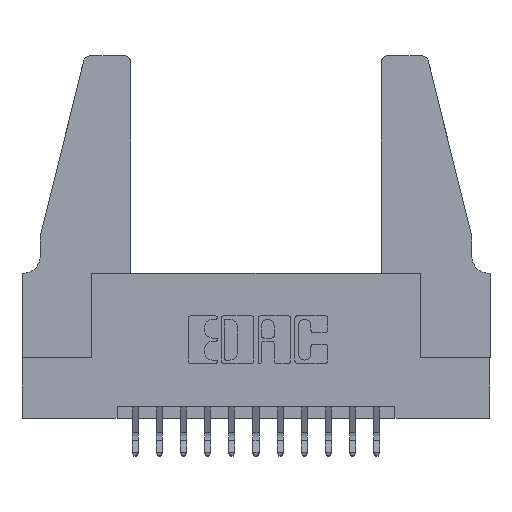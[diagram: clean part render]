
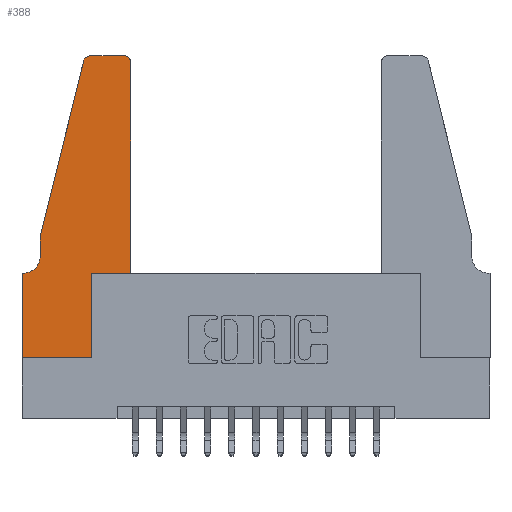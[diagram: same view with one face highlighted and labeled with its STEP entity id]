
A CAD part, top view. The second image highlights one B-rep face of the part: STEP entity #388.
In plain terms, the highlighted planar face has unit normal (0, 0, 1).
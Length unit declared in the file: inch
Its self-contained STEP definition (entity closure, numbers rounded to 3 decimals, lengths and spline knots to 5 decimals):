
#91 = FACE_OUTER_BOUND ( 'NONE', #4148, .T. ) ;
#126 = CARTESIAN_POINT ( 'NONE',  ( 0.284, 1.25, 0.37 ) ) ;
#217 = DIRECTION ( 'NONE',  ( -1., 0., 0. ) ) ;
#368 = VERTEX_POINT ( 'NONE', #4166 ) ;
#388 = ADVANCED_FACE ( 'NONE', ( #91 ), #13759, .T. ) ;
#706 = CARTESIAN_POINT ( 'NONE',  ( 0., 0.35, 0.37 ) ) ;
#749 = CIRCLE ( 'NONE', #4990, 0.07 ) ;
#876 = EDGE_CURVE ( 'NONE', #1475, #8966, #4654, .T. ) ;
#997 = VECTOR ( 'NONE', #3935, 39.37008 ) ;
#1332 = VECTOR ( 'NONE', #10605, 39.37008 ) ;
#1475 = VERTEX_POINT ( 'NONE', #8370 ) ;
#1564 = VECTOR ( 'NONE', #3816, 39.37008 ) ;
#1679 = EDGE_CURVE ( 'NONE', #4775, #10916, #10526, .T. ) ;
#1726 = LINE ( 'NONE', #7318, #1564 ) ;
#1958 = DIRECTION ( 'NONE',  ( 1., 0., 0. ) ) ;
#1961 = AXIS2_PLACEMENT_3D ( 'NONE', #14849, #1982, #8890 ) ;
#1982 = DIRECTION ( 'NONE',  ( 0., 0., 1. ) ) ;
#2180 = ORIENTED_EDGE ( 'NONE', *, *, #11231, .T. ) ;
#2465 = DIRECTION ( 'NONE',  ( 0., -1., 0. ) ) ;
#2554 = AXIS2_PLACEMENT_3D ( 'NONE', #706, #10127, #3240 ) ;
#2638 = EDGE_CURVE ( 'NONE', #10916, #368, #4997, .T. ) ;
#2679 = VECTOR ( 'NONE', #6994, 39.37008 ) ;
#3240 = DIRECTION ( 'NONE',  ( 1., 0., 0. ) ) ;
#3425 = CARTESIAN_POINT ( 'NONE',  ( 0., 0.35, 0.37 ) ) ;
#3429 = ORIENTED_EDGE ( 'NONE', *, *, #1679, .T. ) ;
#3717 = EDGE_CURVE ( 'NONE', #9857, #13645, #13588, .T. ) ;
#3816 = DIRECTION ( 'NONE',  ( -0.239, -0.971, 0. ) ) ;
#3823 = CARTESIAN_POINT ( 'NONE',  ( 0.2865, 0.35, 0.37 ) ) ;
#3935 = DIRECTION ( 'NONE',  ( 0., 1., 0. ) ) ;
#4148 = EDGE_LOOP ( 'NONE', ( #12319, #6528, #2180, #10779, #13452, #6995, #11942, #11280, #7004, #11966, #3429, #9639 ) ) ;
#4166 = CARTESIAN_POINT ( 'NONE',  ( 0.4205, 1.25, 0.37 ) ) ;
#4609 = CARTESIAN_POINT ( 'NONE',  ( 0.0755, 0.5, 0.37 ) ) ;
#4617 = DIRECTION ( 'NONE',  ( -1., 0., 0. ) ) ;
#4654 = LINE ( 'NONE', #4609, #2679 ) ;
#4775 = VERTEX_POINT ( 'NONE', #12995 ) ;
#4814 = CARTESIAN_POINT ( 'NONE',  ( 0.2605, 1.25, 0.37 ) ) ;
#4920 = LINE ( 'NONE', #4814, #5115 ) ;
#4990 = AXIS2_PLACEMENT_3D ( 'NONE', #5740, #11608, #4617 ) ;
#4997 = CIRCLE ( 'NONE', #12575, 0.03 ) ;
#5025 = DIRECTION ( 'NONE',  ( -1., 0., 0. ) ) ;
#5047 = CARTESIAN_POINT ( 'NONE',  ( 0.4505, 0.35, 0.37 ) ) ;
#5086 = CARTESIAN_POINT ( 'NONE',  ( 0.4205, 1.22, 0.37 ) ) ;
#5115 = VECTOR ( 'NONE', #5025, 39.37008 ) ;
#5133 = VECTOR ( 'NONE', #2465, 39.37008 ) ;
#5182 = CARTESIAN_POINT ( 'NONE',  ( 0.2865, 0., 0.37 ) ) ;
#5740 = CARTESIAN_POINT ( 'NONE',  ( 0.0055, 0.42, 0.37 ) ) ;
#6009 = VERTEX_POINT ( 'NONE', #126 ) ;
#6048 = CARTESIAN_POINT ( 'NONE',  ( 0.0755, 0.35, 0.37 ) ) ;
#6077 = CARTESIAN_POINT ( 'NONE',  ( 0.4505, 1.22, 0.37 ) ) ;
#6342 = DIRECTION ( 'NONE',  ( 0., 0., 1. ) ) ;
#6528 = ORIENTED_EDGE ( 'NONE', *, *, #9881, .T. ) ;
#6542 = CARTESIAN_POINT ( 'NONE',  ( 0.4505, 0.35, 0.37 ) ) ;
#6622 = EDGE_CURVE ( 'NONE', #8353, #8290, #11121, .T. ) ;
#6994 = DIRECTION ( 'NONE',  ( 0., -1., 0. ) ) ;
#6995 = ORIENTED_EDGE ( 'NONE', *, *, #6622, .T. ) ;
#7004 = ORIENTED_EDGE ( 'NONE', *, *, #3717, .T. ) ;
#7192 = CARTESIAN_POINT ( 'NONE',  ( 0.2865, 0.35, 0.37 ) ) ;
#7318 = CARTESIAN_POINT ( 'NONE',  ( 0.0755, 0.5, 0.37 ) ) ;
#7476 = DIRECTION ( 'NONE',  ( 0., 1., 0. ) ) ;
#7696 = CARTESIAN_POINT ( 'NONE',  ( 0., 0., 0.37 ) ) ;
#8205 = CARTESIAN_POINT ( 'NONE',  ( 0., 0., 0.37 ) ) ;
#8290 = VERTEX_POINT ( 'NONE', #3425 ) ;
#8353 = VERTEX_POINT ( 'NONE', #10512 ) ;
#8370 = CARTESIAN_POINT ( 'NONE',  ( 0.0755, 0.5, 0.37 ) ) ;
#8472 = VECTOR ( 'NONE', #7476, 39.37008 ) ;
#8890 = DIRECTION ( 'NONE',  ( 1., 0., 0. ) ) ;
#8966 = VERTEX_POINT ( 'NONE', #14148 ) ;
#9639 = ORIENTED_EDGE ( 'NONE', *, *, #2638, .T. ) ;
#9857 = VERTEX_POINT ( 'NONE', #5182 ) ;
#9881 = EDGE_CURVE ( 'NONE', #6009, #13330, #10852, .T. ) ;
#10127 = DIRECTION ( 'NONE',  ( 0., 0., 1. ) ) ;
#10512 = CARTESIAN_POINT ( 'NONE',  ( 0.0055, 0.35, 0.37 ) ) ;
#10526 = LINE ( 'NONE', #5047, #997 ) ;
#10605 = DIRECTION ( 'NONE',  ( 1., 0., 0. ) ) ;
#10779 = ORIENTED_EDGE ( 'NONE', *, *, #876, .T. ) ;
#10804 = CARTESIAN_POINT ( 'NONE',  ( 0., 0., 0.37 ) ) ;
#10852 = CIRCLE ( 'NONE', #1961, 0.03 ) ;
#10916 = VERTEX_POINT ( 'NONE', #6077 ) ;
#11121 = LINE ( 'NONE', #6048, #14230 ) ;
#11215 = LINE ( 'NONE', #6542, #14712 ) ;
#11231 = EDGE_CURVE ( 'NONE', #13330, #1475, #1726, .T. ) ;
#11280 = ORIENTED_EDGE ( 'NONE', *, *, #12254, .T. ) ;
#11401 = LINE ( 'NONE', #8205, #1332 ) ;
#11608 = DIRECTION ( 'NONE',  ( 0., 0., -1. ) ) ;
#11942 = ORIENTED_EDGE ( 'NONE', *, *, #12489, .T. ) ;
#11966 = ORIENTED_EDGE ( 'NONE', *, *, #12698, .T. ) ;
#12004 = VERTEX_POINT ( 'NONE', #7696 ) ;
#12254 = EDGE_CURVE ( 'NONE', #12004, #9857, #11401, .T. ) ;
#12319 = ORIENTED_EDGE ( 'NONE', *, *, #13168, .T. ) ;
#12334 = CARTESIAN_POINT ( 'NONE',  ( 0.25487, 1.22718, 0.37 ) ) ;
#12489 = EDGE_CURVE ( 'NONE', #8290, #12004, #12512, .T. ) ;
#12512 = LINE ( 'NONE', #10804, #5133 ) ;
#12575 = AXIS2_PLACEMENT_3D ( 'NONE', #5086, #6342, #13325 ) ;
#12698 = EDGE_CURVE ( 'NONE', #13645, #4775, #11215, .T. ) ;
#12925 = EDGE_CURVE ( 'NONE', #8966, #8353, #749, .T. ) ;
#12995 = CARTESIAN_POINT ( 'NONE',  ( 0.4505, 0.35, 0.37 ) ) ;
#13168 = EDGE_CURVE ( 'NONE', #368, #6009, #4920, .T. ) ;
#13325 = DIRECTION ( 'NONE',  ( 1., 0., 0. ) ) ;
#13330 = VERTEX_POINT ( 'NONE', #12334 ) ;
#13452 = ORIENTED_EDGE ( 'NONE', *, *, #12925, .T. ) ;
#13588 = LINE ( 'NONE', #3823, #8472 ) ;
#13645 = VERTEX_POINT ( 'NONE', #7192 ) ;
#13759 = PLANE ( 'NONE',  #2554 ) ;
#14148 = CARTESIAN_POINT ( 'NONE',  ( 0.0755, 0.42, 0.37 ) ) ;
#14230 = VECTOR ( 'NONE', #217, 39.37008 ) ;
#14712 = VECTOR ( 'NONE', #1958, 39.37008 ) ;
#14849 = CARTESIAN_POINT ( 'NONE',  ( 0.284, 1.22, 0.37 ) ) ;
